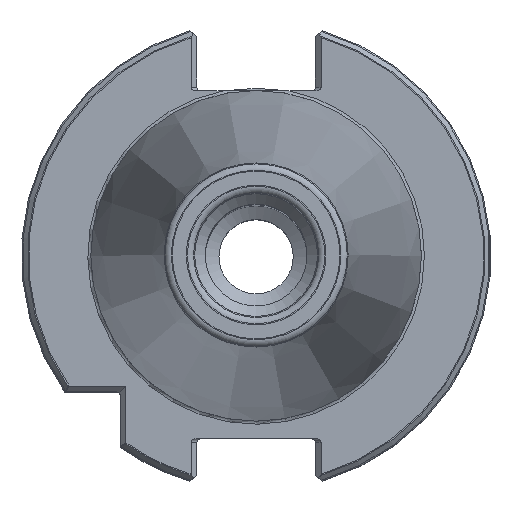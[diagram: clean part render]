
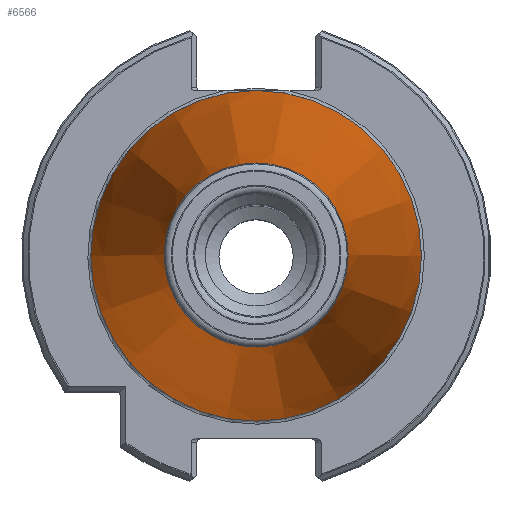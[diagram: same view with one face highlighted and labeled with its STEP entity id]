
A CAD part, top view. The second image highlights one B-rep face of the part: STEP entity #6566.
In plain terms, the highlighted conical face has half-angle 8.297 degrees and reference radius 12.393 mm.
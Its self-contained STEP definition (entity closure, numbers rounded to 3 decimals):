
#732=CONICAL_SURFACE('',#7061,12.393,0.145);
#1580=ORIENTED_EDGE('',*,*,#2409,.T.);
#1581=ORIENTED_EDGE('',*,*,#2439,.T.);
#2409=EDGE_CURVE('',#2946,#2946,#3275,.F.);
#2439=EDGE_CURVE('',#2968,#2968,#3285,.T.);
#2946=VERTEX_POINT('',#9619);
#2968=VERTEX_POINT('',#9762);
#3275=CIRCLE('',#7041,12.518);
#3285=CIRCLE('',#7062,22.492);
#3654=EDGE_LOOP('',(#1580));
#3655=EDGE_LOOP('',(#1581));
#4088=FACE_BOUND('',#3654,.T.);
#4089=FACE_BOUND('',#3655,.T.);
#6566=ADVANCED_FACE('',(#4088,#4089),#732,.T.);
#7041=AXIS2_PLACEMENT_3D('',#9618,#8081,#8082);
#7061=AXIS2_PLACEMENT_3D('',#9760,#8121,#8122);
#7062=AXIS2_PLACEMENT_3D('',#9761,#8123,#8124);
#8081=DIRECTION('',(0.,0.,1.));
#8082=DIRECTION('',(1.,0.,0.));
#8121=DIRECTION('',(0.,0.,-1.));
#8122=DIRECTION('',(-1.,0.,0.));
#8123=DIRECTION('',(0.,0.,1.));
#8124=DIRECTION('',(1.,0.,0.));
#9618=CARTESIAN_POINT('',(0.,0.,67.594));
#9619=CARTESIAN_POINT('',(12.518,0.,67.594));
#9760=CARTESIAN_POINT('',(0.,0.,68.45));
#9761=CARTESIAN_POINT('',(0.,0.,-0.8));
#9762=CARTESIAN_POINT('',(22.492,0.,-0.8));
